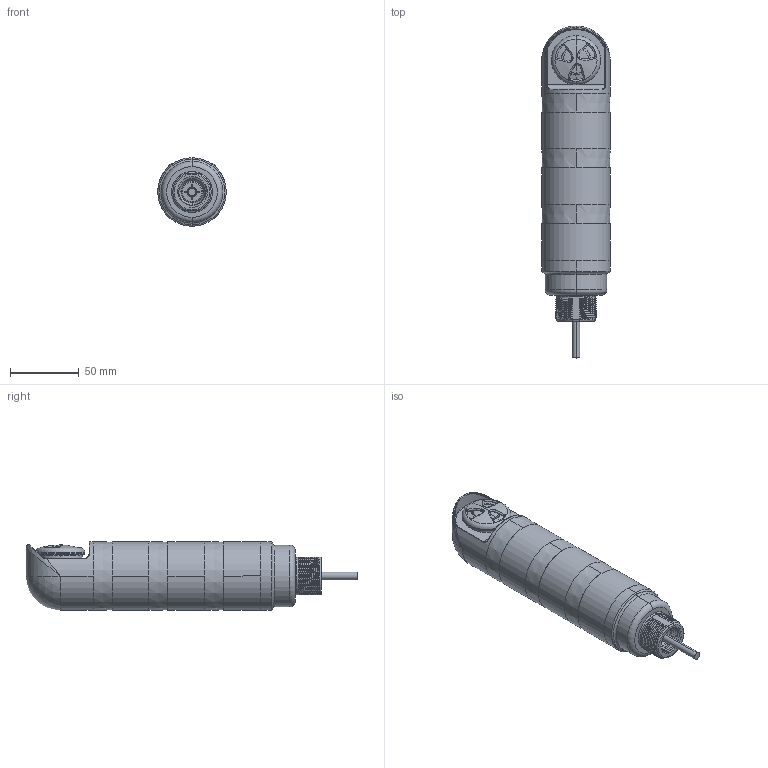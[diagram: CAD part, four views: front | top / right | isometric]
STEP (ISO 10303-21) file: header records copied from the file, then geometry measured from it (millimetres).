
FILE_DESCRIPTION((''),'2;1');
FILE_NAME('154243_SM01_ASM','2025-06-06T14:58:37',('banengservice'),('BANNER ENGINEERING'),'CREO PARAMETRIC BY PTC INC, 2022414','CREO PARAMETRIC BY PTC INC, 2022414','');
FILE_SCHEMA(('CONFIG_CONTROL_DESIGN'));
Length unit declared in the file: millimetre
Products named in the file (2): 154243_EP01; 154243_SM01_ASM
Assembly tree (1 placements, depth 2):
  154243_SM01_ASM
    154243_EP01
Bounding box: 50 x 242.3 x 50 mm (x, y, z)
Volume: 367136.8 mm3; surface area: 40124.6 mm2
Topology: 1 solids, 1 shells, 303 faces, 779 edges, 488 vertices
Faces by surface type: bspline 111, cylinder 89, torus 27, plane 26, extrusion 25, cone 12, sphere 10, revolution 3
Entity records: 31114 total; most frequent: CARTESIAN_POINT 24670, ORIENTED_EDGE 1544, DIRECTION 965, EDGE_CURVE 772, VERTEX_POINT 488, B_SPLINE_CURVE_WITH_KNOTS 396, AXIS2_PLACEMENT_3D 366, EDGE_LOOP 324
